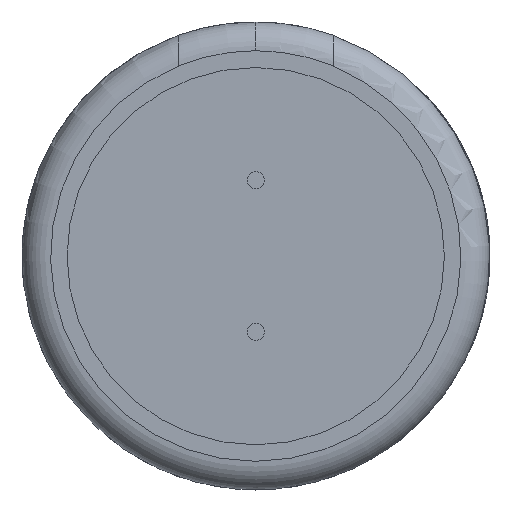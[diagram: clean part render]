
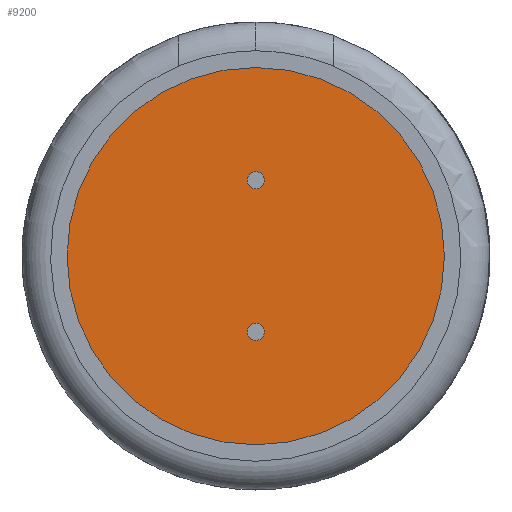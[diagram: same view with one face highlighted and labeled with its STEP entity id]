
A CAD part, front view. The second image highlights one B-rep face of the part: STEP entity #9200.
In plain terms, the highlighted planar face has unit normal (0, -1, 0).
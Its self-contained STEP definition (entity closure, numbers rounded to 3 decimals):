
#100 = CIRCLE ( 'NONE', #14198, 0.3 ) ;
#956 = EDGE_CURVE ( 'NONE', #21703, #33876, #30813, .T. ) ;
#2194 = CARTESIAN_POINT ( 'NONE',  ( 0., -4.931, -2.64 ) ) ;
#2698 = ORIENTED_EDGE ( 'NONE', *, *, #32569, .F. ) ;
#2725 = DIRECTION ( 'NONE',  ( 0., 0., -1. ) ) ;
#2762 = EDGE_CURVE ( 'NONE', #26937, #32370, #10552, .T. ) ;
#3393 = DIRECTION ( 'NONE',  ( 0., -1., 0. ) ) ;
#4909 = ORIENTED_EDGE ( 'NONE', *, *, #27112, .F. ) ;
#5869 = CIRCLE ( 'NONE', #19922, 6.575 ) ;
#6057 = FACE_BOUND ( 'NONE', #18698, .T. ) ;
#8086 = EDGE_CURVE ( 'NONE', #32370, #26937, #19657, .T. ) ;
#8568 = ORIENTED_EDGE ( 'NONE', *, *, #8086, .F. ) ;
#9200 = ADVANCED_FACE ( 'NONE', ( #31036, #6057, #14160 ), #27890, .T. ) ;
#9219 = VERTEX_POINT ( 'NONE', #16543 ) ;
#10115 = CIRCLE ( 'NONE', #21296, 6.575 ) ;
#10552 = CIRCLE ( 'NONE', #34034, 0.3 ) ;
#10838 = DIRECTION ( 'NONE',  ( 0., 0., 1. ) ) ;
#12332 = EDGE_CURVE ( 'NONE', #33876, #21703, #100, .T. ) ;
#12713 = CARTESIAN_POINT ( 'NONE',  ( 0., -4.931, -2.94 ) ) ;
#12908 = DIRECTION ( 'NONE',  ( 0., 1., 0. ) ) ;
#13422 = DIRECTION ( 'NONE',  ( 0., -1., 0. ) ) ;
#13595 = CARTESIAN_POINT ( 'NONE',  ( 0., -4.931, 6.575 ) ) ;
#13810 = CARTESIAN_POINT ( 'NONE',  ( 0., -4.931, 0. ) ) ;
#14155 = DIRECTION ( 'NONE',  ( 0., -1., 0. ) ) ;
#14160 = FACE_OUTER_BOUND ( 'NONE', #24931, .T. ) ;
#14198 = AXIS2_PLACEMENT_3D ( 'NONE', #2194, #13422, #24625 ) ;
#15020 = AXIS2_PLACEMENT_3D ( 'NONE', #22975, #30534, #34149 ) ;
#16020 = CARTESIAN_POINT ( 'NONE',  ( 0., -4.931, 2.94 ) ) ;
#16543 = CARTESIAN_POINT ( 'NONE',  ( 0., -4.931, -6.575 ) ) ;
#16905 = CARTESIAN_POINT ( 'NONE',  ( 0., -4.931, 6.575 ) ) ;
#18698 = EDGE_LOOP ( 'NONE', ( #8568, #30326 ) ) ;
#18881 = ORIENTED_EDGE ( 'NONE', *, *, #956, .F. ) ;
#19289 = CARTESIAN_POINT ( 'NONE',  ( 0., -4.931, 2.64 ) ) ;
#19657 = CIRCLE ( 'NONE', #29024, 0.3 ) ;
#19922 = AXIS2_PLACEMENT_3D ( 'NONE', #36018, #12908, #10838 ) ;
#20320 = DIRECTION ( 'NONE',  ( 0., 0., -1. ) ) ;
#20506 = CARTESIAN_POINT ( 'NONE',  ( 0., -4.931, 2.64 ) ) ;
#20530 = DIRECTION ( 'NONE',  ( 0., 0., 1. ) ) ;
#21296 = AXIS2_PLACEMENT_3D ( 'NONE', #13810, #31727, #20530 ) ;
#21357 = CARTESIAN_POINT ( 'NONE',  ( 0., -4.931, 2.34 ) ) ;
#21703 = VERTEX_POINT ( 'NONE', #24800 ) ;
#22795 = DIRECTION ( 'NONE',  ( 0., -1., 0. ) ) ;
#22975 = CARTESIAN_POINT ( 'NONE',  ( 0., -4.931, -2.64 ) ) ;
#23829 = AXIS2_PLACEMENT_3D ( 'NONE', #16905, #22795, #2725 ) ;
#24625 = DIRECTION ( 'NONE',  ( 0., 0., -1. ) ) ;
#24800 = CARTESIAN_POINT ( 'NONE',  ( 0., -4.931, -2.34 ) ) ;
#24931 = EDGE_LOOP ( 'NONE', ( #2698, #4909 ) ) ;
#26937 = VERTEX_POINT ( 'NONE', #21357 ) ;
#27112 = EDGE_CURVE ( 'NONE', #9219, #29019, #5869, .T. ) ;
#27890 = PLANE ( 'NONE',  #23829 ) ;
#29019 = VERTEX_POINT ( 'NONE', #13595 ) ;
#29024 = AXIS2_PLACEMENT_3D ( 'NONE', #19289, #14155, #36000 ) ;
#30326 = ORIENTED_EDGE ( 'NONE', *, *, #2762, .F. ) ;
#30534 = DIRECTION ( 'NONE',  ( 0., -1., 0. ) ) ;
#30813 = CIRCLE ( 'NONE', #15020, 0.3 ) ;
#30834 = EDGE_LOOP ( 'NONE', ( #18881, #31374 ) ) ;
#31036 = FACE_BOUND ( 'NONE', #30834, .T. ) ;
#31374 = ORIENTED_EDGE ( 'NONE', *, *, #12332, .F. ) ;
#31727 = DIRECTION ( 'NONE',  ( 0., 1., 0. ) ) ;
#32370 = VERTEX_POINT ( 'NONE', #16020 ) ;
#32569 = EDGE_CURVE ( 'NONE', #29019, #9219, #10115, .T. ) ;
#33876 = VERTEX_POINT ( 'NONE', #12713 ) ;
#34034 = AXIS2_PLACEMENT_3D ( 'NONE', #20506, #3393, #20320 ) ;
#34149 = DIRECTION ( 'NONE',  ( 0., 0., -1. ) ) ;
#36000 = DIRECTION ( 'NONE',  ( 0., 0., -1. ) ) ;
#36018 = CARTESIAN_POINT ( 'NONE',  ( 0., -4.931, 0. ) ) ;
